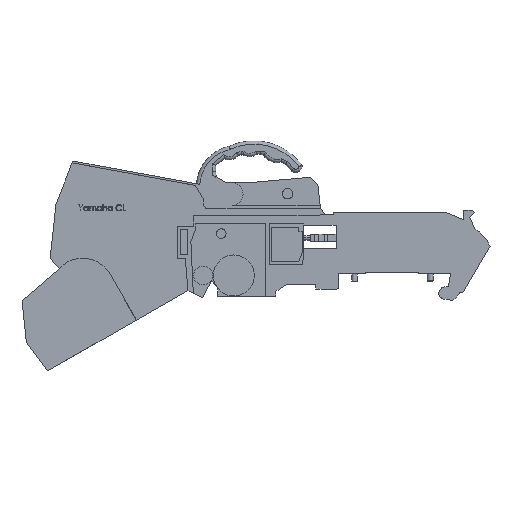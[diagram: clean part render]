
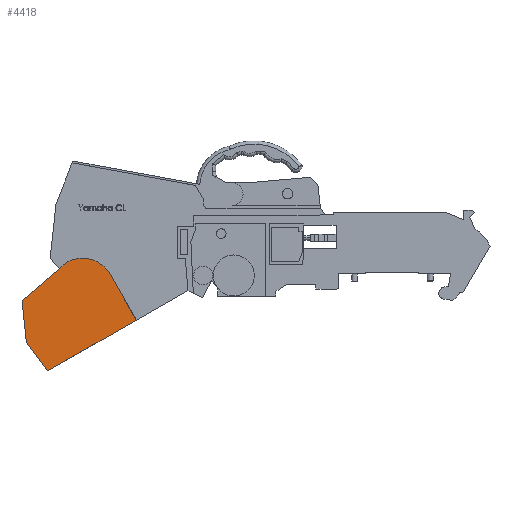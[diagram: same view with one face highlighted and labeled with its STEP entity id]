
A CAD part, top view. The second image highlights one B-rep face of the part: STEP entity #4418.
In plain terms, the highlighted planar face has unit normal (0, 0, 1).
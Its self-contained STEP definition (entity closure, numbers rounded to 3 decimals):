
#72 = VERTEX_POINT ( 'NONE', #10210 ) ;
#601 = DIRECTION ( 'NONE',  ( 0.497, -0.868, 0. ) ) ;
#731 = AXIS2_PLACEMENT_3D ( 'NONE', #947, #10561, #10657 ) ;
#765 = VECTOR ( 'NONE', #3757, 1000. ) ;
#947 = CARTESIAN_POINT ( 'NONE',  ( 108.62, -12.638, 15. ) ) ;
#958 = DIRECTION ( 'NONE',  ( 0.869, 0.495, 0. ) ) ;
#1311 = ORIENTED_EDGE ( 'NONE', *, *, #2423, .T. ) ;
#2187 = ORIENTED_EDGE ( 'NONE', *, *, #10879, .F. ) ;
#2238 = PLANE ( 'NONE',  #731 ) ;
#2390 = CARTESIAN_POINT ( 'NONE',  ( -218.712, -70.978, 15. ) ) ;
#2423 = EDGE_CURVE ( 'NONE', #2815, #15988, #4791, .T. ) ;
#2815 = VERTEX_POINT ( 'NONE', #5897 ) ;
#3305 = ORIENTED_EDGE ( 'NONE', *, *, #16879, .T. ) ;
#3396 = LINE ( 'NONE', #2390, #765 ) ;
#3477 = AXIS2_PLACEMENT_3D ( 'NONE', #4488, #17075, #11464 ) ;
#3486 = CIRCLE ( 'NONE', #3477, 33.261 ) ;
#3646 = VECTOR ( 'NONE', #4892, 1000. ) ;
#3757 = DIRECTION ( 'NONE',  ( 0.598, -0.801, 0. ) ) ;
#4123 = CARTESIAN_POINT ( 'NONE',  ( -218.712, -70.978, 15. ) ) ;
#4418 = ADVANCED_FACE ( 'NONE', ( #11867 ), #2238, .T. ) ;
#4488 = CARTESIAN_POINT ( 'NONE',  ( -159.346, -15.033, 15. ) ) ;
#4791 = LINE ( 'NONE', #12906, #3646 ) ;
#4892 = DIRECTION ( 'NONE',  ( 0.104, -0.995, 0. ) ) ;
#5897 = CARTESIAN_POINT ( 'NONE',  ( -223.371, -26.451, 15. ) ) ;
#6281 = ORIENTED_EDGE ( 'NONE', *, *, #14993, .F. ) ;
#7585 = ORIENTED_EDGE ( 'NONE', *, *, #14866, .T. ) ;
#8059 = VECTOR ( 'NONE', #958, 1000. ) ;
#8700 = CARTESIAN_POINT ( 'NONE',  ( -130.65, 1.783, 15. ) ) ;
#9884 = CARTESIAN_POINT ( 'NONE',  ( -184.003, 7.29, 15. ) ) ;
#10165 = EDGE_LOOP ( 'NONE', ( #2187, #7585, #1311, #3305, #15038, #6281 ) ) ;
#10210 = CARTESIAN_POINT ( 'NONE',  ( -196.548, -100.685, 15. ) ) ;
#10324 = CARTESIAN_POINT ( 'NONE',  ( -130.65, 1.783, 15. ) ) ;
#10399 = CARTESIAN_POINT ( 'NONE',  ( -102.664, -47.137, 15. ) ) ;
#10484 = LINE ( 'NONE', #16213, #8059 ) ;
#10561 = DIRECTION ( 'NONE',  ( 0., 0., 1. ) ) ;
#10657 = DIRECTION ( 'NONE',  ( 1., 0., 0. ) ) ;
#10879 = EDGE_CURVE ( 'NONE', #14416, #11744, #3486, .T. ) ;
#11464 = DIRECTION ( 'NONE',  ( 1., 0., 0. ) ) ;
#11744 = VERTEX_POINT ( 'NONE', #8700 ) ;
#11867 = FACE_OUTER_BOUND ( 'NONE', #10165, .T. ) ;
#11905 = LINE ( 'NONE', #10324, #16301 ) ;
#12906 = CARTESIAN_POINT ( 'NONE',  ( -223.371, -26.451, 15. ) ) ;
#13441 = CARTESIAN_POINT ( 'NONE',  ( -184.003, 7.29, 15. ) ) ;
#13452 = VERTEX_POINT ( 'NONE', #10399 ) ;
#14416 = VERTEX_POINT ( 'NONE', #13441 ) ;
#14866 = EDGE_CURVE ( 'NONE', #14416, #2815, #16998, .T. ) ;
#14993 = EDGE_CURVE ( 'NONE', #11744, #13452, #11905, .T. ) ;
#15038 = ORIENTED_EDGE ( 'NONE', *, *, #17947, .T. ) ;
#15531 = DIRECTION ( 'NONE',  ( -0.759, -0.651, 0. ) ) ;
#15988 = VERTEX_POINT ( 'NONE', #4123 ) ;
#16213 = CARTESIAN_POINT ( 'NONE',  ( -196.548, -100.685, 15. ) ) ;
#16301 = VECTOR ( 'NONE', #601, 1000. ) ;
#16879 = EDGE_CURVE ( 'NONE', #15988, #72, #3396, .T. ) ;
#16998 = LINE ( 'NONE', #9884, #17462 ) ;
#17075 = DIRECTION ( 'NONE',  ( 0., 0., -1. ) ) ;
#17462 = VECTOR ( 'NONE', #15531, 1000. ) ;
#17947 = EDGE_CURVE ( 'NONE', #72, #13452, #10484, .T. ) ;
